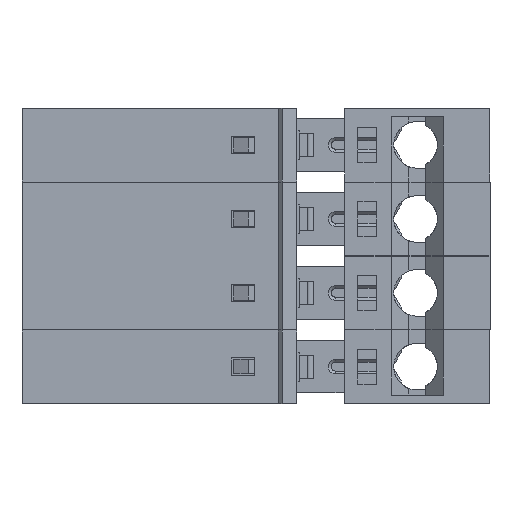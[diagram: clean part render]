
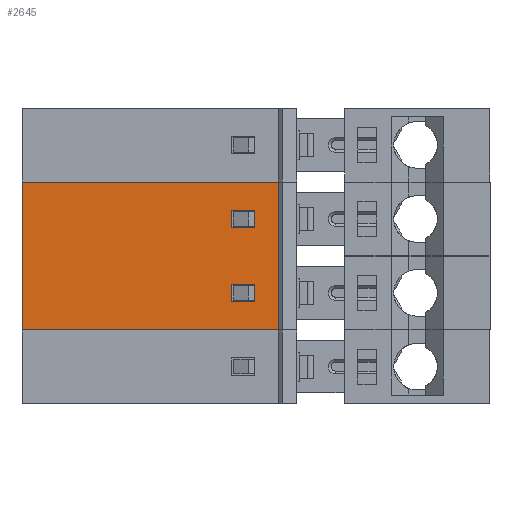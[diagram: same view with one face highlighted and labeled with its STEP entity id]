
A CAD part, left-side view. The second image highlights one B-rep face of the part: STEP entity #2645.
In plain terms, the highlighted planar face has unit normal (-1, 0, 0).
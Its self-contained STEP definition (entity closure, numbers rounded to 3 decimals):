
#2645 = ADVANCED_FACE( '', ( #5508, #5509, #5510 ), #5511, .F. );
#5508 = FACE_OUTER_BOUND( '', #8569, .T. );
#5509 = FACE_BOUND( '', #8570, .T. );
#5510 = FACE_BOUND( '', #8571, .T. );
#5511 = PLANE( '', #8572 );
#8569 = EDGE_LOOP( '', ( #17009, #17010, #17011, #17012 ) );
#8570 = EDGE_LOOP( '', ( #17013, #17014, #17015, #17016 ) );
#8571 = EDGE_LOOP( '', ( #17017, #17018, #17019, #17020 ) );
#8572 = AXIS2_PLACEMENT_3D( '', #17021, #17022, #17023 );
#17009 = ORIENTED_EDGE( '', *, *, #21180, .T. );
#17010 = ORIENTED_EDGE( '', *, *, #22671, .T. );
#17011 = ORIENTED_EDGE( '', *, *, #22700, .F. );
#17012 = ORIENTED_EDGE( '', *, *, #22045, .F. );
#17013 = ORIENTED_EDGE( '', *, *, #22270, .T. );
#17014 = ORIENTED_EDGE( '', *, *, #22701, .T. );
#17015 = ORIENTED_EDGE( '', *, *, #22702, .T. );
#17016 = ORIENTED_EDGE( '', *, *, #20519, .T. );
#17017 = ORIENTED_EDGE( '', *, *, #19567, .T. );
#17018 = ORIENTED_EDGE( '', *, *, #21828, .T. );
#17019 = ORIENTED_EDGE( '', *, *, #22703, .T. );
#17020 = ORIENTED_EDGE( '', *, *, #22660, .T. );
#17021 = CARTESIAN_POINT( '', ( 0., -9.45, 2.54 ) );
#17022 = DIRECTION( '', ( 1., 0., 0. ) );
#17023 = DIRECTION( '', ( 0., 1., 0. ) );
#19567 = EDGE_CURVE( '', #23893, #23891, #23894, .T. );
#20519 = EDGE_CURVE( '', #25510, #25508, #25511, .T. );
#21180 = EDGE_CURVE( '', #26534, #26532, #26535, .T. );
#21828 = EDGE_CURVE( '', #23891, #27445, #27446, .T. );
#22045 = EDGE_CURVE( '', #26534, #27738, #27739, .T. );
#22270 = EDGE_CURVE( '', #25508, #28025, #28027, .T. );
#22660 = EDGE_CURVE( '', #28489, #23893, #28490, .T. );
#22671 = EDGE_CURVE( '', #26532, #28500, #28502, .T. );
#22700 = EDGE_CURVE( '', #27738, #28500, #28536, .T. );
#22701 = EDGE_CURVE( '', #28025, #28537, #28538, .T. );
#22702 = EDGE_CURVE( '', #28537, #25510, #28539, .T. );
#22703 = EDGE_CURVE( '', #27445, #28489, #28540, .T. );
#23891 = VERTEX_POINT( '', #30119 );
#23893 = VERTEX_POINT( '', #30122 );
#23894 = LINE( '', #30123, #30124 );
#25508 = VERTEX_POINT( '', #32474 );
#25510 = VERTEX_POINT( '', #32477 );
#25511 = LINE( '', #32478, #32479 );
#26532 = VERTEX_POINT( '', #33994 );
#26534 = VERTEX_POINT( '', #33997 );
#26535 = LINE( '', #33998, #33999 );
#27445 = VERTEX_POINT( '', #35363 );
#27446 = LINE( '', #35364, #35365 );
#27738 = VERTEX_POINT( '', #35810 );
#27739 = LINE( '', #35811, #35812 );
#28025 = VERTEX_POINT( '', #36237 );
#28027 = LINE( '', #36240, #36241 );
#28489 = VERTEX_POINT( '', #36936 );
#28490 = LINE( '', #36937, #36938 );
#28500 = VERTEX_POINT( '', #36953 );
#28502 = LINE( '', #36956, #36957 );
#28536 = LINE( '', #37005, #37006 );
#28537 = VERTEX_POINT( '', #37007 );
#28538 = LINE( '', #37008, #37009 );
#28539 = LINE( '', #37010, #37011 );
#28540 = LINE( '', #37012, #37013 );
#30119 = CARTESIAN_POINT( '', ( 0., -8., 4.118 ) );
#30122 = CARTESIAN_POINT( '', ( 0., -7.2, 4.118 ) );
#30123 = CARTESIAN_POINT( '', ( 0., -9.45, 4.118 ) );
#30124 = VECTOR( '', #37921, 1000. );
#32474 = CARTESIAN_POINT( '', ( 0., -7.2, 1.578 ) );
#32477 = CARTESIAN_POINT( '', ( 0., -7.2, 0.978 ) );
#32478 = CARTESIAN_POINT( '', ( 0., -7.2, 2.54 ) );
#32479 = VECTOR( '', #38827, 1000. );
#33994 = CARTESIAN_POINT( '', ( 0., 0., 0. ) );
#33997 = CARTESIAN_POINT( '', ( 0., 0., 5.08 ) );
#33998 = CARTESIAN_POINT( '', ( 0., 0., 2.54 ) );
#33999 = VECTOR( '', #39431, 1000. );
#35363 = CARTESIAN_POINT( '', ( 0., -8., 3.518 ) );
#35364 = CARTESIAN_POINT( '', ( 0., -8., 5.08 ) );
#35365 = VECTOR( '', #40006, 1000. );
#35810 = CARTESIAN_POINT( '', ( 0., -8.816, 5.08 ) );
#35811 = CARTESIAN_POINT( '', ( 0., 0., 5.08 ) );
#35812 = VECTOR( '', #40181, 1000. );
#36237 = CARTESIAN_POINT( '', ( 0., -8., 1.578 ) );
#36240 = CARTESIAN_POINT( '', ( 0., -9.45, 1.578 ) );
#36241 = VECTOR( '', #40388, 1000. );
#36936 = CARTESIAN_POINT( '', ( 0., -7.2, 3.518 ) );
#36937 = CARTESIAN_POINT( '', ( 0., -7.2, 5.08 ) );
#36938 = VECTOR( '', #40679, 1000. );
#36953 = CARTESIAN_POINT( '', ( 0., -8.816, 0. ) );
#36956 = CARTESIAN_POINT( '', ( 0., 0., 0. ) );
#36957 = VECTOR( '', #40686, 1000. );
#37005 = CARTESIAN_POINT( '', ( 0., -8.816, 2.54 ) );
#37006 = VECTOR( '', #40704, 1000. );
#37007 = CARTESIAN_POINT( '', ( 0., -8., 0.978 ) );
#37008 = CARTESIAN_POINT( '', ( 0., -8., 2.54 ) );
#37009 = VECTOR( '', #40705, 1000. );
#37010 = CARTESIAN_POINT( '', ( 0., -9.45, 0.978 ) );
#37011 = VECTOR( '', #40706, 1000. );
#37012 = CARTESIAN_POINT( '', ( 0., -9.45, 3.518 ) );
#37013 = VECTOR( '', #40707, 1000. );
#37921 = DIRECTION( '', ( 0., -1., 0. ) );
#38827 = DIRECTION( '', ( 0., 0., 1. ) );
#39431 = DIRECTION( '', ( 0., 0., -1. ) );
#40006 = DIRECTION( '', ( 0., 0., -1. ) );
#40181 = DIRECTION( '', ( 0., -1., 0. ) );
#40388 = DIRECTION( '', ( 0., -1., 0. ) );
#40679 = DIRECTION( '', ( 0., 0., 1. ) );
#40686 = DIRECTION( '', ( 0., -1., 0. ) );
#40704 = DIRECTION( '', ( 0., 0., -1. ) );
#40705 = DIRECTION( '', ( 0., 0., -1. ) );
#40706 = DIRECTION( '', ( 0., 1., 0. ) );
#40707 = DIRECTION( '', ( 0., 1., 0. ) );
